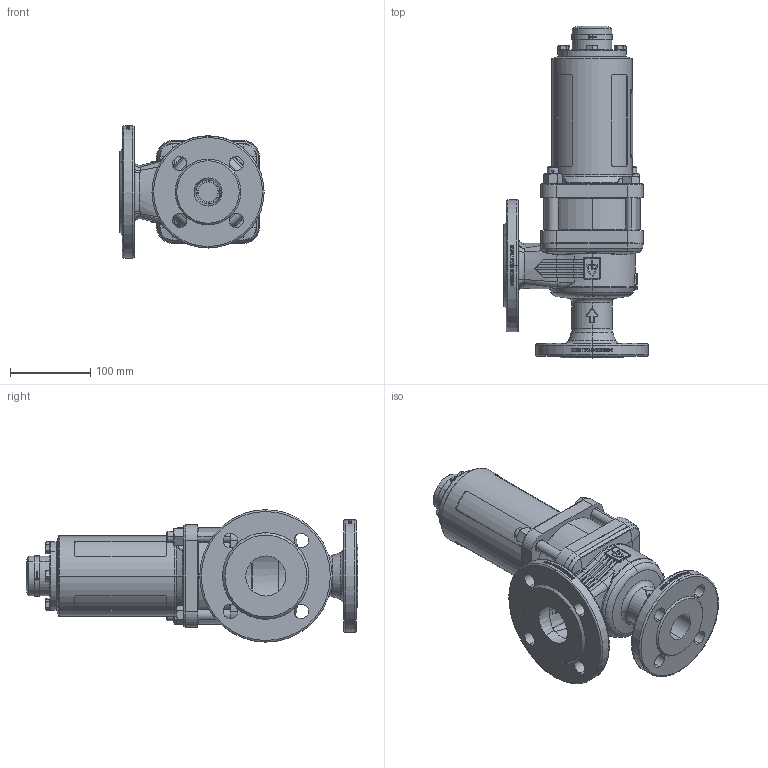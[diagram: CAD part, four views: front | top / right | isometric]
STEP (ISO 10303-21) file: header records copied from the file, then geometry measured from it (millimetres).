
FILE_DESCRIPTION (( 'STEP AP214' ), '1' );
FILE_NAME ('455TBGFO_32_FLFL_3250_MD.STEP', '2020-07-09T09:48:42', ( '' ), ( '' ), 'SwSTEP 2.0', 'SolidWorks 2018', '' );
FILE_SCHEMA (( 'AUTOMOTIVE_DESIGN' ));
Length unit declared in the file: millimetre
Products named in the file (2): 455TBGFO_32_FLFL_3250_MD
Bounding box: 180 x 414.3 x 165 mm (x, y, z)
Volume: 1833524.2 mm3; surface area: 442931.4 mm2
Topology: 16 solids, 16 shells, 1756 faces, 4804 edges, 3252 vertices
Faces by surface type: bspline 520, plane 492, cylinder 449, cone 195, torus 95, sphere 5
Entity records: 131138 total; most frequent: CARTESIAN_POINT 70782, ORIENTED_EDGE 9560, DIRECTION 6983, EDGE_CURVE 4780, VERTEX_POINT 3251, AXIS2_PLACEMENT_3D 2777, EDGE_LOOP 2013, B_SPLINE_CURVE_WITH_KNOTS 1790
